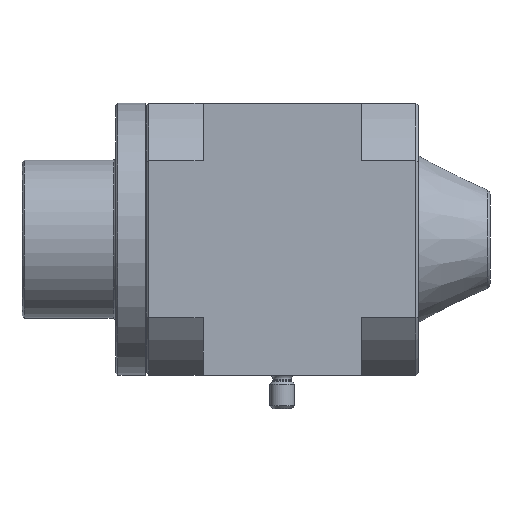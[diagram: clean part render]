
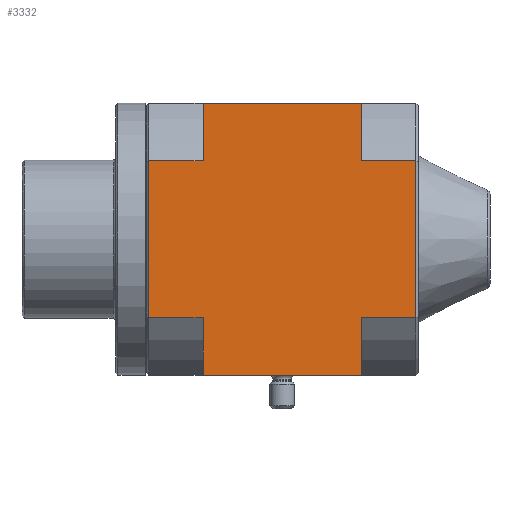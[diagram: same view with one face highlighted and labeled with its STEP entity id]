
A CAD part, left-side view. The second image highlights one B-rep face of the part: STEP entity #3332.
In plain terms, the highlighted face is planar.
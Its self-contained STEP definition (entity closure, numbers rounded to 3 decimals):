
#361=ORIENTED_EDGE('',*,*,#969,.T.);
#362=ORIENTED_EDGE('',*,*,#970,.F.);
#363=ORIENTED_EDGE('',*,*,#971,.T.);
#364=ORIENTED_EDGE('',*,*,#888,.T.);
#365=ORIENTED_EDGE('',*,*,#972,.F.);
#366=ORIENTED_EDGE('',*,*,#973,.T.);
#367=ORIENTED_EDGE('',*,*,#974,.F.);
#368=ORIENTED_EDGE('',*,*,#975,.T.);
#369=ORIENTED_EDGE('',*,*,#976,.F.);
#370=ORIENTED_EDGE('',*,*,#961,.T.);
#371=ORIENTED_EDGE('',*,*,#977,.T.);
#372=ORIENTED_EDGE('',*,*,#978,.F.);
#888=EDGE_CURVE('',#1197,#1196,#1421,.T.);
#961=EDGE_CURVE('',#1263,#1262,#1460,.T.);
#969=EDGE_CURVE('',#1269,#1270,#1468,.T.);
#970=EDGE_CURVE('',#1271,#1270,#1469,.F.);
#971=EDGE_CURVE('',#1271,#1197,#1470,.T.);
#972=EDGE_CURVE('',#1272,#1196,#1471,.T.);
#973=EDGE_CURVE('',#1272,#1273,#1472,.F.);
#974=EDGE_CURVE('',#1274,#1273,#1473,.T.);
#975=EDGE_CURVE('',#1274,#1275,#1474,.T.);
#976=EDGE_CURVE('',#1263,#1275,#1475,.T.);
#977=EDGE_CURVE('',#1262,#1276,#1476,.T.);
#978=EDGE_CURVE('',#1269,#1276,#1477,.T.);
#1196=VERTEX_POINT('',#4577);
#1197=VERTEX_POINT('',#4579);
#1262=VERTEX_POINT('',#4756);
#1263=VERTEX_POINT('',#4758);
#1269=VERTEX_POINT('',#4773);
#1270=VERTEX_POINT('',#4774);
#1271=VERTEX_POINT('',#4776);
#1272=VERTEX_POINT('',#4779);
#1273=VERTEX_POINT('',#4781);
#1274=VERTEX_POINT('',#4783);
#1275=VERTEX_POINT('',#4785);
#1276=VERTEX_POINT('',#4788);
#1421=LINE('',#4578,#1569);
#1460=LINE('',#4757,#1608);
#1468=LINE('',#4772,#1616);
#1469=LINE('',#4775,#1617);
#1470=LINE('',#4777,#1618);
#1471=LINE('',#4778,#1619);
#1472=LINE('',#4780,#1620);
#1473=LINE('',#4782,#1621);
#1474=LINE('',#4784,#1622);
#1475=LINE('',#4786,#1623);
#1476=LINE('',#4787,#1624);
#1477=LINE('',#4789,#1625);
#1569=VECTOR('',#3806,1000.);
#1608=VECTOR('',#3929,1000.);
#1616=VECTOR('',#3939,1000.);
#1617=VECTOR('',#3940,1000.);
#1618=VECTOR('',#3941,1000.);
#1619=VECTOR('',#3942,1000.);
#1620=VECTOR('',#3943,1000.);
#1621=VECTOR('',#3944,1000.);
#1622=VECTOR('',#3945,1000.);
#1623=VECTOR('',#3946,1000.);
#1624=VECTOR('',#3947,1000.);
#1625=VECTOR('',#3948,1000.);
#1734=EDGE_LOOP('',(#361,#362,#363,#364,#365,#366,#367,#368,#369,#370,#371,
#372));
#1972=FACE_BOUND('',#1734,.T.);
#2202=PLANE('',#3529);
#3332=ADVANCED_FACE('',(#1972),#2202,.T.);
#3529=AXIS2_PLACEMENT_3D('',#4771,#3937,#3938);
#3806=DIRECTION('',(0.,-1.,0.));
#3929=DIRECTION('',(0.,1.,0.));
#3937=DIRECTION('',(0.,0.,1.));
#3938=DIRECTION('',(1.,0.,0.));
#3939=DIRECTION('',(-1.,0.,0.));
#3940=DIRECTION('',(0.,-1.,0.));
#3941=DIRECTION('',(-1.,0.,0.));
#3942=DIRECTION('',(-1.,0.,0.));
#3943=DIRECTION('',(0.,1.,0.));
#3944=DIRECTION('',(-1.,0.,0.));
#3945=DIRECTION('',(0.,1.,0.));
#3946=DIRECTION('',(-1.,0.,0.));
#3947=DIRECTION('',(-1.,0.,0.));
#3948=DIRECTION('',(0.,-1.,0.));
#4577=CARTESIAN_POINT('',(-27.5,-16.,27.5));
#4578=CARTESIAN_POINT('',(-27.5,27.,27.5));
#4579=CARTESIAN_POINT('',(-27.5,16.,27.5));
#4756=CARTESIAN_POINT('',(27.5,16.,27.5));
#4757=CARTESIAN_POINT('',(27.5,-27.,27.5));
#4758=CARTESIAN_POINT('',(27.5,-16.,27.5));
#4771=CARTESIAN_POINT('',(0.,0.,27.5));
#4772=CARTESIAN_POINT('',(33.,27.,27.5));
#4773=CARTESIAN_POINT('',(15.869,27.,27.5));
#4774=CARTESIAN_POINT('',(-15.869,27.,27.5));
#4775=CARTESIAN_POINT('',(-15.869,33.,27.5));
#4776=CARTESIAN_POINT('',(-15.869,16.,27.5));
#4777=CARTESIAN_POINT('',(0.,16.,27.5));
#4778=CARTESIAN_POINT('',(0.,-16.,27.5));
#4779=CARTESIAN_POINT('',(-15.869,-16.,27.5));
#4780=CARTESIAN_POINT('',(-15.869,-33.,27.5));
#4781=CARTESIAN_POINT('',(-15.869,-27.,27.5));
#4782=CARTESIAN_POINT('',(33.,-27.,27.5));
#4783=CARTESIAN_POINT('',(15.869,-27.,27.5));
#4784=CARTESIAN_POINT('',(15.869,-33.,27.5));
#4785=CARTESIAN_POINT('',(15.869,-16.,27.5));
#4786=CARTESIAN_POINT('',(0.,-16.,27.5));
#4787=CARTESIAN_POINT('',(0.,16.,27.5));
#4788=CARTESIAN_POINT('',(15.869,16.,27.5));
#4789=CARTESIAN_POINT('',(15.869,33.,27.5));
